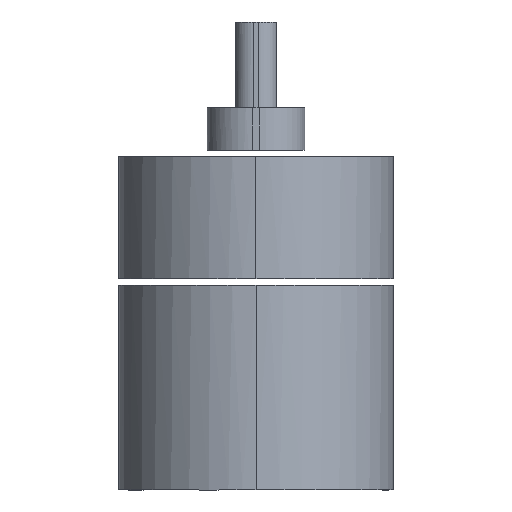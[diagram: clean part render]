
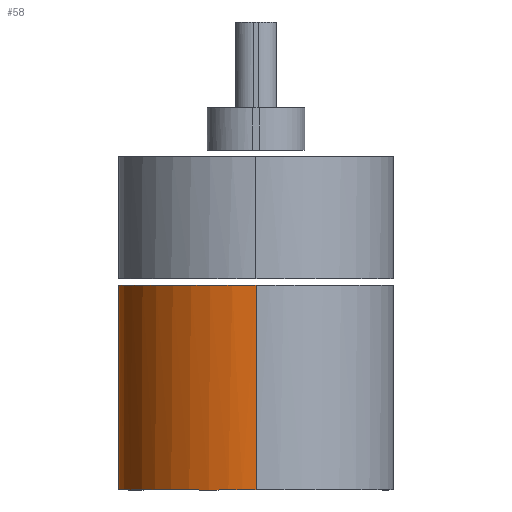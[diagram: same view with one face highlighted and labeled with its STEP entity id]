
A CAD part, left-side view. The second image highlights one B-rep face of the part: STEP entity #58.
In plain terms, the highlighted free-form (B-spline) face has degree [2, 1] with [5, 2] control points.
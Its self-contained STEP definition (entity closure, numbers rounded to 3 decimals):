
#58=ADVANCED_FACE('',(#108),#703,.T.);
#108=FACE_OUTER_BOUND('',#154,.T.);
#154=EDGE_LOOP('',(#210,#211,#212,#213));
#210=ORIENTED_EDGE('',*,*,#451,.T.);
#211=ORIENTED_EDGE('',*,*,#415,.T.);
#212=ORIENTED_EDGE('',*,*,#418,.F.);
#213=ORIENTED_EDGE('',*,*,#416,.T.);
#415=EDGE_CURVE('',#619,#618,#565,.T.);
#416=EDGE_CURVE('',#620,#621,#566,.T.);
#418=EDGE_CURVE('',#620,#618,#512,.T.);
#451=EDGE_CURVE('',#621,#619,#524,.T.);
#512=B_SPLINE_CURVE_WITH_KNOTS('',1,(#1288,#1289),.UNSPECIFIED.,.F.,.F.,
(2,2),(6.701,73.701),.UNSPECIFIED.);
#524=B_SPLINE_CURVE_WITH_KNOTS('',1,(#1399,#1400),.UNSPECIFIED.,.F.,.F.,
(2,2),(6.701,73.701),.UNSPECIFIED.);
#565=(
BOUNDED_CURVE()
B_SPLINE_CURVE(2,(#1273,#1274,#1275,#1276,#1277),.UNSPECIFIED.,.F.,.F.)
B_SPLINE_CURVE_WITH_KNOTS((3,2,3),(-141.372,-70.686,
0.),.UNSPECIFIED.)
CURVE()
GEOMETRIC_REPRESENTATION_ITEM()
RATIONAL_B_SPLINE_CURVE((1.,0.707,1.,0.707,1.))
REPRESENTATION_ITEM('')
);
#566=(
BOUNDED_CURVE()
B_SPLINE_CURVE(2,(#1278,#1279,#1280,#1281,#1282),.UNSPECIFIED.,.F.,.F.)
B_SPLINE_CURVE_WITH_KNOTS((3,2,3),(0.,70.686,141.372),
 .UNSPECIFIED.)
CURVE()
GEOMETRIC_REPRESENTATION_ITEM()
RATIONAL_B_SPLINE_CURVE((1.,0.707,1.,0.707,1.))
REPRESENTATION_ITEM('')
);
#618=VERTEX_POINT('',#1224);
#619=VERTEX_POINT('',#1225);
#620=VERTEX_POINT('',#1226);
#621=VERTEX_POINT('',#1227);
#703=(
BOUNDED_SURFACE()
B_SPLINE_SURFACE(2,1,((#815,#816),(#817,#818),(#819,#820),(#821,#822),(#823,
#824)),.UNSPECIFIED.,.F.,.F.,.F.)
B_SPLINE_SURFACE_WITH_KNOTS((3,2,3),(2,2),(0.,70.686,141.372),
(0.,80.402),.UNSPECIFIED.)
GEOMETRIC_REPRESENTATION_ITEM()
RATIONAL_B_SPLINE_SURFACE(((1.,1.),(0.707,0.707),
(1.,1.),(0.707,0.707),(1.,1.)))
REPRESENTATION_ITEM('')
SURFACE()
);
#815=CARTESIAN_POINT('',(45.,0.,-77.701));
#816=CARTESIAN_POINT('',(45.,0.,2.701));
#817=CARTESIAN_POINT('',(45.,45.,-77.701));
#818=CARTESIAN_POINT('',(45.,45.,2.701));
#819=CARTESIAN_POINT('',(0.,45.,-77.701));
#820=CARTESIAN_POINT('',(0.,45.,2.701));
#821=CARTESIAN_POINT('',(-45.,45.,-77.701));
#822=CARTESIAN_POINT('',(-45.,45.,2.701));
#823=CARTESIAN_POINT('',(-45.,0.,-77.701));
#824=CARTESIAN_POINT('',(-45.,0.,2.701));
#1224=CARTESIAN_POINT('',(45.,0.,-4.));
#1225=CARTESIAN_POINT('',(-45.,0.,-4.));
#1226=CARTESIAN_POINT('',(45.,0.,-71.));
#1227=CARTESIAN_POINT('',(-45.,0.,-71.));
#1273=CARTESIAN_POINT('',(-45.,0.,-4.));
#1274=CARTESIAN_POINT('',(-45.,45.,-4.));
#1275=CARTESIAN_POINT('',(0.,45.,-4.));
#1276=CARTESIAN_POINT('',(45.,45.,-4.));
#1277=CARTESIAN_POINT('',(45.,0.,-4.));
#1278=CARTESIAN_POINT('',(45.,0.,-71.));
#1279=CARTESIAN_POINT('',(45.,45.,-71.));
#1280=CARTESIAN_POINT('',(0.,45.,-71.));
#1281=CARTESIAN_POINT('',(-45.,45.,-71.));
#1282=CARTESIAN_POINT('',(-45.,0.,-71.));
#1288=CARTESIAN_POINT('',(45.,0.,-71.));
#1289=CARTESIAN_POINT('',(45.,0.,-4.));
#1399=CARTESIAN_POINT('',(-45.,0.,-71.));
#1400=CARTESIAN_POINT('',(-45.,0.,-4.));
